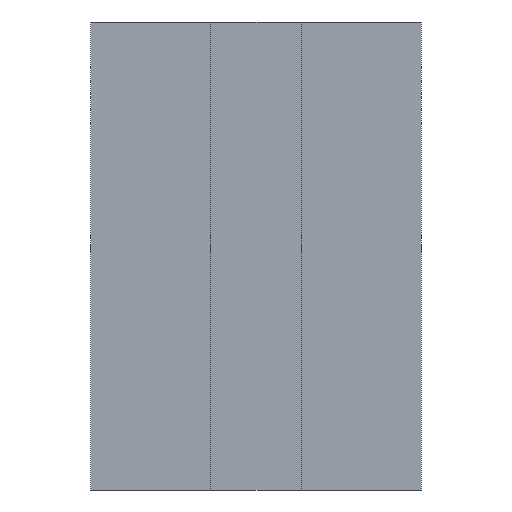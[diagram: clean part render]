
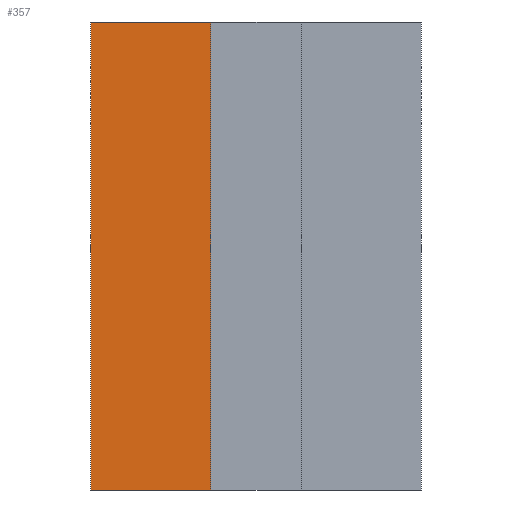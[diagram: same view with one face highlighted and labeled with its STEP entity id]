
A CAD part, left-side view. The second image highlights one B-rep face of the part: STEP entity #357.
In plain terms, the highlighted planar face has unit normal (-1, 0, 0).
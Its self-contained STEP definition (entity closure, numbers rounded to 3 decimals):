
#31=FACE_OUTER_BOUND('',#49,.T.);
#49=EDGE_LOOP('',(#295,#296,#297,#298));
#66=LINE('',#514,#114);
#93=LINE('',#567,#141);
#94=LINE('',#570,#142);
#95=LINE('',#571,#143);
#114=VECTOR('',#420,10.);
#141=VECTOR('',#463,10.);
#142=VECTOR('',#466,10.);
#143=VECTOR('',#467,10.);
#159=VERTEX_POINT('',#511);
#160=VERTEX_POINT('',#513);
#178=VERTEX_POINT('',#565);
#179=VERTEX_POINT('',#569);
#194=EDGE_CURVE('',#159,#160,#66,.T.);
#221=EDGE_CURVE('',#159,#178,#93,.T.);
#222=EDGE_CURVE('',#179,#178,#94,.T.);
#223=EDGE_CURVE('',#160,#179,#95,.T.);
#295=ORIENTED_EDGE('',*,*,#194,.F.);
#296=ORIENTED_EDGE('',*,*,#221,.T.);
#297=ORIENTED_EDGE('',*,*,#222,.F.);
#298=ORIENTED_EDGE('',*,*,#223,.F.);
#339=PLANE('',#390);
#357=ADVANCED_FACE('',(#31),#339,.T.);
#390=AXIS2_PLACEMENT_3D('',#568,#464,#465);
#420=DIRECTION('',(0.,-1.,0.));
#463=DIRECTION('',(0.,0.,-1.));
#464=DIRECTION('center_axis',(-1.,0.,0.));
#465=DIRECTION('ref_axis',(0.,1.,0.));
#466=DIRECTION('',(0.,1.,0.));
#467=DIRECTION('',(0.,0.,-1.));
#511=CARTESIAN_POINT('',(2.,2.75,7.8));
#513=CARTESIAN_POINT('',(2.,0.75,7.8));
#514=CARTESIAN_POINT('',(2.,2.75,7.8));
#565=CARTESIAN_POINT('',(2.,2.75,0.));
#567=CARTESIAN_POINT('',(2.,2.75,7.8));
#568=CARTESIAN_POINT('Origin',(2.,0.75,7.8));
#569=CARTESIAN_POINT('',(2.,0.75,0.));
#570=CARTESIAN_POINT('',(2.,2.75,0.));
#571=CARTESIAN_POINT('',(2.,0.75,7.8));
